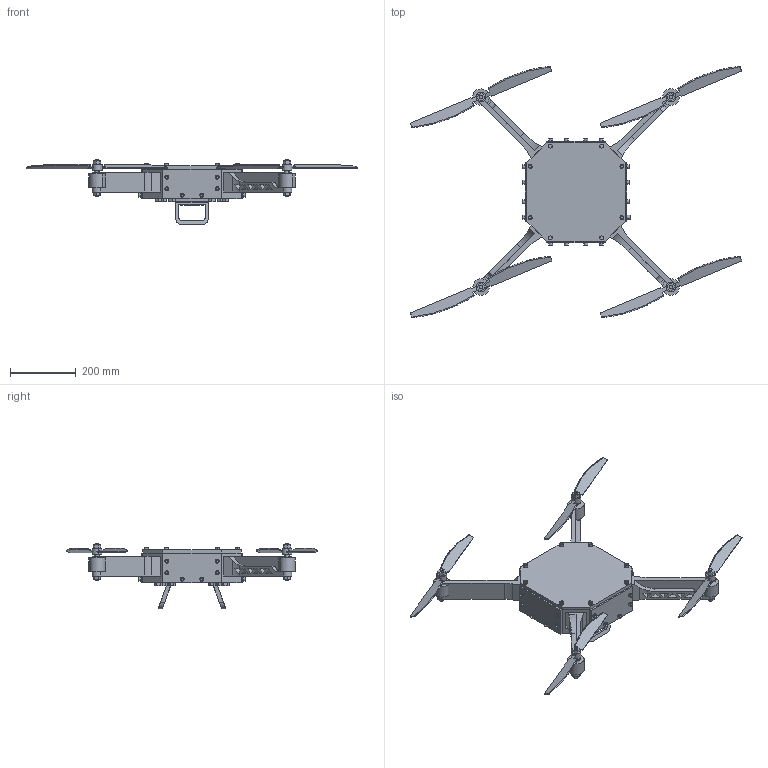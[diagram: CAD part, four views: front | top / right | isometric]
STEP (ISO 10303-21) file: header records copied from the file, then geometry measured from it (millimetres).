
FILE_DESCRIPTION(('CATIA V5 STEP Exchange'),'2;1');
FILE_NAME('assembly of drone colourful.stp','2025-10-26T10:19:57+00:00',('none'),('none'),'CATIA Version 5 Release 21 GA (IN-10)','CATIA V5 STEP AP203','none');
FILE_SCHEMA(('CONFIG_CONTROL_DESIGN'));
Length unit declared in the file: millimetre
Products named in the file (1): Product1.1
Assembly tree (98 placements, depth 2):
  Product1.1
    #58
    #5814
    #6909  x5
    #7337  x4
    #9422  x12
    #9970  x4
    #10327  x4
    #11436  x8
    #11847
    #12674  x9
    #13177  x26
    #13560  x4
    #14170  x2
    #15447  x4
    #15875  x13
Bounding box: 1011.74 x 766.78 x 200 mm (x, y, z)
Volume: 6273738.6 mm3; surface area: 1324395 mm2
Topology: 98 solids, 98 shells, 1789 faces, 4312 edges, 2868 vertices
Faces by surface type: plane 1159, cylinder 622, bspline 8
Entity records: 16274 total; most frequent: CARTESIAN_POINT 3516, ORIENTED_EDGE 2552, DIRECTION 2244, EDGE_CURVE 1276, AXIS2_PLACEMENT_3D 965, VERTEX_POINT 845, VECTOR 768, LINE 768
